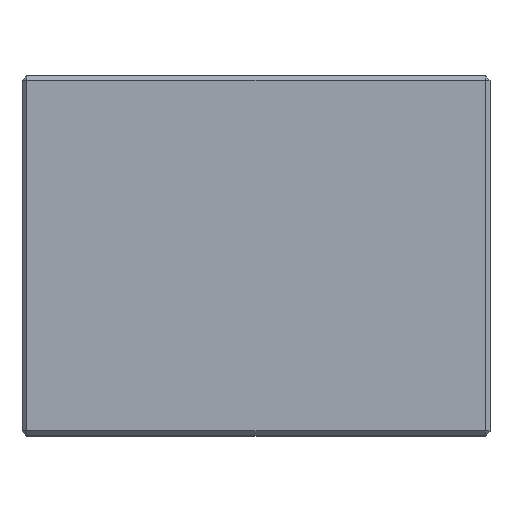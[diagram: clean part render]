
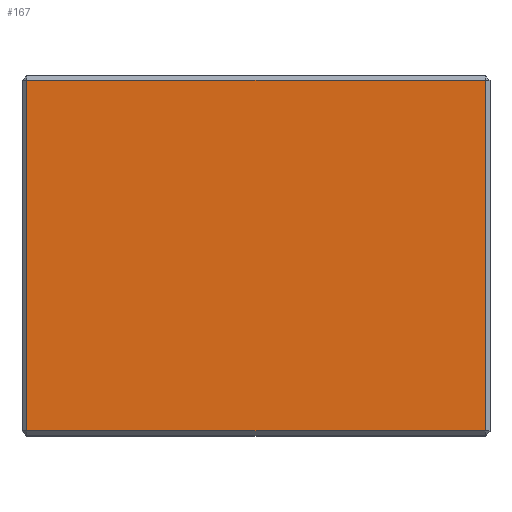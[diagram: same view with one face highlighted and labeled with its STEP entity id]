
A CAD part, top view. The second image highlights one B-rep face of the part: STEP entity #167.
In plain terms, the highlighted planar face has unit normal (0, 0, 1).
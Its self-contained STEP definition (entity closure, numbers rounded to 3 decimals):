
#140=FACE_OUTER_BOUND('',#443,.T.);
#167=ADVANCED_FACE('',(#140),#228,.F.);
#228=PLANE('',#903);
#269=LINE('',#1293,#317);
#270=LINE('',#1296,#318);
#271=LINE('',#1298,#319);
#272=LINE('',#1300,#320);
#317=VECTOR('',#1034,1.);
#318=VECTOR('',#1035,1.);
#319=VECTOR('',#1036,1.);
#320=VECTOR('',#1037,1.);
#443=EDGE_LOOP('',(#552,#553,#554,#555));
#552=ORIENTED_EDGE('',*,*,#793,.T.);
#553=ORIENTED_EDGE('',*,*,#794,.T.);
#554=ORIENTED_EDGE('',*,*,#795,.T.);
#555=ORIENTED_EDGE('',*,*,#796,.T.);
#724=VERTEX_POINT('',#1294);
#725=VERTEX_POINT('',#1295);
#726=VERTEX_POINT('',#1297);
#727=VERTEX_POINT('',#1299);
#793=EDGE_CURVE('',#724,#725,#269,.T.);
#794=EDGE_CURVE('',#725,#726,#270,.T.);
#795=EDGE_CURVE('',#726,#727,#271,.T.);
#796=EDGE_CURVE('',#727,#724,#272,.T.);
#903=AXIS2_PLACEMENT_3D('',#1301,#1038,#1039);
#1034=DIRECTION('',(0.,-1.,0.));
#1035=DIRECTION('',(1.,0.,0.));
#1036=DIRECTION('',(0.,1.,0.));
#1037=DIRECTION('',(-1.,0.,0.));
#1038=DIRECTION('',(0.,0.,-1.));
#1039=DIRECTION('',(-1.,0.,0.));
#1293=CARTESIAN_POINT('',(2.,75.,75.));
#1294=CARTESIAN_POINT('',(2.,73.,75.));
#1295=CARTESIAN_POINT('',(2.,-73.,75.));
#1296=CARTESIAN_POINT('',(195.,-73.,75.));
#1297=CARTESIAN_POINT('',(193.,-73.,75.));
#1298=CARTESIAN_POINT('',(193.,75.,75.));
#1299=CARTESIAN_POINT('',(193.,73.,75.));
#1300=CARTESIAN_POINT('',(195.,73.,75.));
#1301=CARTESIAN_POINT('',(195.,75.,75.));
